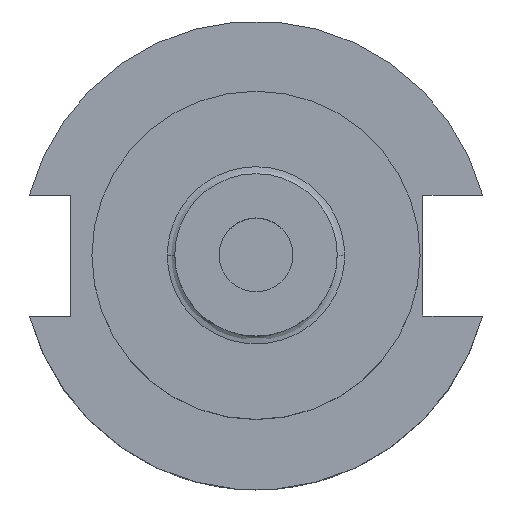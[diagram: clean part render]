
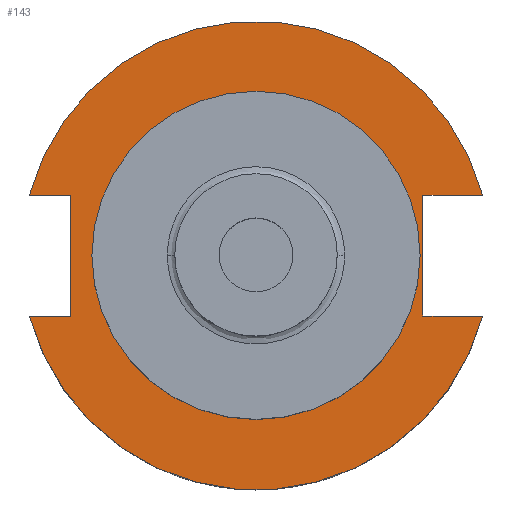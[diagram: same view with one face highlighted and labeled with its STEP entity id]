
A CAD part, top view. The second image highlights one B-rep face of the part: STEP entity #143.
In plain terms, the highlighted planar face has unit normal (0, 0, 1).
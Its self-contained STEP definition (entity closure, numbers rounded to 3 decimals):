
#8 = VERTEX_POINT ( 'NONE', #1805 ) ;
#40 = EDGE_CURVE ( 'NONE', #1137, #349, #438, .T. ) ;
#71 = CARTESIAN_POINT ( 'NONE',  ( 0., 0., 19.05 ) ) ;
#120 = DIRECTION ( 'NONE',  ( 0., -1., 0. ) ) ;
#143 = ADVANCED_FACE ( 'NONE', ( #1827, #1875 ), #285, .F. ) ;
#174 = LINE ( 'NONE', #282, #470 ) ;
#203 = EDGE_CURVE ( 'NONE', #1085, #904, #558, .T. ) ;
#207 = CARTESIAN_POINT ( 'NONE',  ( -27.883, -8.191, 19.05 ) ) ;
#214 = AXIS2_PLACEMENT_3D ( 'NONE', #1497, #606, #1638 ) ;
#217 = AXIS2_PLACEMENT_3D ( 'NONE', #1175, #758, #608 ) ;
#219 = CARTESIAN_POINT ( 'NONE',  ( 0., 0., 19.05 ) ) ;
#222 = DIRECTION ( 'NONE',  ( 1., 0., 0. ) ) ;
#227 = CARTESIAN_POINT ( 'NONE',  ( -25.091, 8.192, 19.05 ) ) ;
#282 = CARTESIAN_POINT ( 'NONE',  ( 0., 8.192, 19.05 ) ) ;
#285 = PLANE ( 'NONE',  #217 ) ;
#303 = ORIENTED_EDGE ( 'NONE', *, *, #1857, .F. ) ;
#349 = VERTEX_POINT ( 'NONE', #1141 ) ;
#355 = DIRECTION ( 'NONE',  ( 0., -1., 0. ) ) ;
#362 = DIRECTION ( 'NONE',  ( 0., -1., 0. ) ) ;
#400 = EDGE_CURVE ( 'NONE', #1678, #8, #174, .T. ) ;
#438 = LINE ( 'NONE', #645, #892 ) ;
#453 = VERTEX_POINT ( 'NONE', #817 ) ;
#454 = CARTESIAN_POINT ( 'NONE',  ( -30.675, -8.191, 19.05 ) ) ;
#470 = VECTOR ( 'NONE', #1357, 1000. ) ;
#488 = CARTESIAN_POINT ( 'NONE',  ( 0., -8.192, 19.05 ) ) ;
#528 = ORIENTED_EDGE ( 'NONE', *, *, #1554, .F. ) ;
#544 = ORIENTED_EDGE ( 'NONE', *, *, #1057, .F. ) ;
#558 = LINE ( 'NONE', #488, #1298 ) ;
#584 = DIRECTION ( 'NONE',  ( 0., 0., 1. ) ) ;
#604 = AXIS2_PLACEMENT_3D ( 'NONE', #1482, #584, #1617 ) ;
#606 = DIRECTION ( 'NONE',  ( 0., 0., -1. ) ) ;
#608 = DIRECTION ( 'NONE',  ( -1., 0., 0. ) ) ;
#620 = CARTESIAN_POINT ( 'NONE',  ( 0., 22.225, 19.05 ) ) ;
#645 = CARTESIAN_POINT ( 'NONE',  ( -25.091, 0., 19.05 ) ) ;
#732 = EDGE_LOOP ( 'NONE', ( #1552, #1294, #1130, #544, #1524, #303, #1500, #1288 ) ) ;
#758 = DIRECTION ( 'NONE',  ( 0., 0., -1. ) ) ;
#764 = VERTEX_POINT ( 'NONE', #620 ) ;
#797 = CARTESIAN_POINT ( 'NONE',  ( -30.675, 8.192, 19.05 ) ) ;
#817 = CARTESIAN_POINT ( 'NONE',  ( 0., -22.225, 19.05 ) ) ;
#823 = VERTEX_POINT ( 'NONE', #797 ) ;
#868 = CARTESIAN_POINT ( 'NONE',  ( 22.606, 0., 19.05 ) ) ;
#870 = EDGE_CURVE ( 'NONE', #349, #1682, #1509, .T. ) ;
#892 = VECTOR ( 'NONE', #355, 1000. ) ;
#904 = VERTEX_POINT ( 'NONE', #1405 ) ;
#985 = LINE ( 'NONE', #1549, #1587 ) ;
#1017 = CARTESIAN_POINT ( 'NONE',  ( 22.606, -8.192, 19.05 ) ) ;
#1045 = EDGE_LOOP ( 'NONE', ( #528, #1586 ) ) ;
#1057 = EDGE_CURVE ( 'NONE', #8, #1085, #1073, .T. ) ;
#1073 = LINE ( 'NONE', #868, #1800 ) ;
#1085 = VERTEX_POINT ( 'NONE', #1017 ) ;
#1095 = DIRECTION ( 'NONE',  ( -1., 0., 0. ) ) ;
#1098 = EDGE_CURVE ( 'NONE', #764, #453, #1755, .T. ) ;
#1105 = EDGE_CURVE ( 'NONE', #1137, #823, #985, .T. ) ;
#1106 = DIRECTION ( 'NONE',  ( 0., 0., -1. ) ) ;
#1130 = ORIENTED_EDGE ( 'NONE', *, *, #203, .F. ) ;
#1137 = VERTEX_POINT ( 'NONE', #227 ) ;
#1141 = CARTESIAN_POINT ( 'NONE',  ( -25.091, -8.191, 19.05 ) ) ;
#1175 = CARTESIAN_POINT ( 'NONE',  ( 31.043, -32.131, 19.05 ) ) ;
#1186 = AXIS2_PLACEMENT_3D ( 'NONE', #219, #1252, #362 ) ;
#1208 = DIRECTION ( 'NONE',  ( 1., 0., 0. ) ) ;
#1252 = DIRECTION ( 'NONE',  ( 0., 0., 1. ) ) ;
#1288 = ORIENTED_EDGE ( 'NONE', *, *, #40, .T. ) ;
#1294 = ORIENTED_EDGE ( 'NONE', *, *, #1669, .F. ) ;
#1298 = VECTOR ( 'NONE', #1208, 1000. ) ;
#1324 = VECTOR ( 'NONE', #1095, 1000. ) ;
#1349 = CARTESIAN_POINT ( 'NONE',  ( 30.675, 8.192, 19.05 ) ) ;
#1357 = DIRECTION ( 'NONE',  ( -1., 0., 0. ) ) ;
#1359 = CIRCLE ( 'NONE', #1407, 31.75 ) ;
#1405 = CARTESIAN_POINT ( 'NONE',  ( 30.675, -8.192, 19.05 ) ) ;
#1407 = AXIS2_PLACEMENT_3D ( 'NONE', #71, #1106, #222 ) ;
#1482 = CARTESIAN_POINT ( 'NONE',  ( 0., 0., 19.05 ) ) ;
#1497 = CARTESIAN_POINT ( 'NONE',  ( 0., 0., 19.05 ) ) ;
#1500 = ORIENTED_EDGE ( 'NONE', *, *, #1105, .F. ) ;
#1509 = LINE ( 'NONE', #207, #1324 ) ;
#1524 = ORIENTED_EDGE ( 'NONE', *, *, #400, .F. ) ;
#1549 = CARTESIAN_POINT ( 'NONE',  ( 0., 8.192, 19.05 ) ) ;
#1552 = ORIENTED_EDGE ( 'NONE', *, *, #870, .T. ) ;
#1554 = EDGE_CURVE ( 'NONE', #453, #764, #1716, .T. ) ;
#1586 = ORIENTED_EDGE ( 'NONE', *, *, #1098, .F. ) ;
#1587 = VECTOR ( 'NONE', #1687, 1000. ) ;
#1617 = DIRECTION ( 'NONE',  ( 0., -1., 0. ) ) ;
#1628 = CIRCLE ( 'NONE', #214, 31.75 ) ;
#1638 = DIRECTION ( 'NONE',  ( 1., 0., 0. ) ) ;
#1669 = EDGE_CURVE ( 'NONE', #904, #1682, #1628, .T. ) ;
#1678 = VERTEX_POINT ( 'NONE', #1349 ) ;
#1682 = VERTEX_POINT ( 'NONE', #454 ) ;
#1687 = DIRECTION ( 'NONE',  ( -1., 0., 0. ) ) ;
#1716 = CIRCLE ( 'NONE', #604, 22.225 ) ;
#1755 = CIRCLE ( 'NONE', #1186, 22.225 ) ;
#1800 = VECTOR ( 'NONE', #120, 1000. ) ;
#1805 = CARTESIAN_POINT ( 'NONE',  ( 22.606, 8.192, 19.05 ) ) ;
#1827 = FACE_BOUND ( 'NONE', #1045, .T. ) ;
#1857 = EDGE_CURVE ( 'NONE', #823, #1678, #1359, .T. ) ;
#1875 = FACE_OUTER_BOUND ( 'NONE', #732, .T. ) ;
